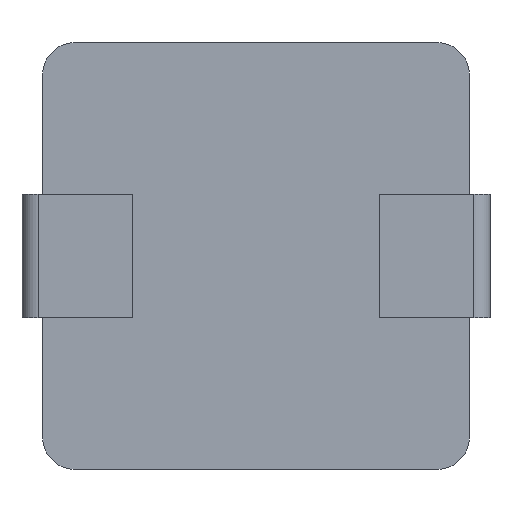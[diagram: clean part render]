
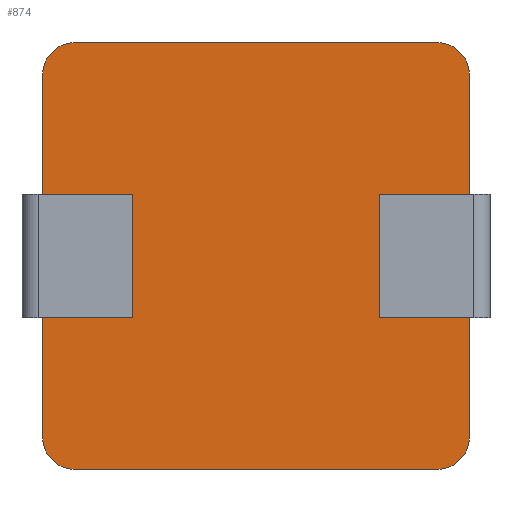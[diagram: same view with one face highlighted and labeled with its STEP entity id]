
A CAD part, front view. The second image highlights one B-rep face of the part: STEP entity #874.
In plain terms, the highlighted planar face has unit normal (0, -1, 0).
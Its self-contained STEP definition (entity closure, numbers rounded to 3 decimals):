
#2 = EDGE_CURVE ( 'NONE', #1145, #673, #965, .T. ) ;
#16 = ORIENTED_EDGE ( 'NONE', *, *, #1113, .T. ) ;
#35 = EDGE_CURVE ( 'NONE', #1267, #925, #1234, .T. ) ;
#53 = DIRECTION ( 'NONE',  ( 0., -1., 0. ) ) ;
#55 = CARTESIAN_POINT ( 'NONE',  ( -2.2, 0.25, -2.6 ) ) ;
#66 = LINE ( 'NONE', #1047, #728 ) ;
#69 = DIRECTION ( 'NONE',  ( 0., 0., -1. ) ) ;
#84 = VECTOR ( 'NONE', #191, 1000. ) ;
#88 = VECTOR ( 'NONE', #69, 1000. ) ;
#90 = EDGE_CURVE ( 'NONE', #315, #1391, #866, .T. ) ;
#100 = CARTESIAN_POINT ( 'NONE',  ( -2.2, 0.25, 2.6 ) ) ;
#105 = ORIENTED_EDGE ( 'NONE', *, *, #164, .T. ) ;
#125 = DIRECTION ( 'NONE',  ( 0., -1., 0. ) ) ;
#129 = CARTESIAN_POINT ( 'NONE',  ( -2.6, 0.25, 2.2 ) ) ;
#132 = CARTESIAN_POINT ( 'NONE',  ( -1.5, 0.25, -0.75 ) ) ;
#134 = VERTEX_POINT ( 'NONE', #253 ) ;
#137 = ORIENTED_EDGE ( 'NONE', *, *, #461, .F. ) ;
#164 = EDGE_CURVE ( 'NONE', #315, #1392, #268, .T. ) ;
#179 = CARTESIAN_POINT ( 'NONE',  ( 1.5, 0.25, -0.75 ) ) ;
#182 = ORIENTED_EDGE ( 'NONE', *, *, #583, .T. ) ;
#191 = DIRECTION ( 'NONE',  ( 1., 0., 0. ) ) ;
#204 = CARTESIAN_POINT ( 'NONE',  ( 2.2, 0.25, 2.2 ) ) ;
#207 = EDGE_CURVE ( 'NONE', #684, #1391, #625, .T. ) ;
#224 = VERTEX_POINT ( 'NONE', #132 ) ;
#231 = VERTEX_POINT ( 'NONE', #563 ) ;
#236 = VECTOR ( 'NONE', #1306, 1000. ) ;
#253 = CARTESIAN_POINT ( 'NONE',  ( 2.6, 0.25, 2.2 ) ) ;
#261 = CARTESIAN_POINT ( 'NONE',  ( -2.6, 0.25, 0.75 ) ) ;
#268 = LINE ( 'NONE', #585, #1053 ) ;
#281 = EDGE_LOOP ( 'NONE', ( #903, #16, #1022, #568, #182, #137, #699, #1367, #105, #1183, #972, #412, #530, #1129, #686, #1173 ) ) ;
#282 = DIRECTION ( 'NONE',  ( 0., -1., 0. ) ) ;
#289 = LINE ( 'NONE', #924, #1272 ) ;
#300 = EDGE_CURVE ( 'NONE', #134, #690, #541, .T. ) ;
#315 = VERTEX_POINT ( 'NONE', #521 ) ;
#322 = DIRECTION ( 'NONE',  ( 0., 0., -1. ) ) ;
#349 = AXIS2_PLACEMENT_3D ( 'NONE', #204, #1298, #322 ) ;
#350 = EDGE_CURVE ( 'NONE', #134, #1267, #1276, .T. ) ;
#370 = DIRECTION ( 'NONE',  ( -1., 0., 0. ) ) ;
#371 = AXIS2_PLACEMENT_3D ( 'NONE', #774, #125, #1095 ) ;
#376 = CARTESIAN_POINT ( 'NONE',  ( 1.5, 0.25, 0.75 ) ) ;
#399 = CARTESIAN_POINT ( 'NONE',  ( -2.2, 0.25, 2.2 ) ) ;
#412 = ORIENTED_EDGE ( 'NONE', *, *, #350, .F. ) ;
#447 = DIRECTION ( 'NONE',  ( 0., 0., 1. ) ) ;
#461 = EDGE_CURVE ( 'NONE', #684, #838, #1038, .T. ) ;
#484 = LINE ( 'NONE', #644, #236 ) ;
#491 = DIRECTION ( 'NONE',  ( 1., 0., 0. ) ) ;
#510 = CIRCLE ( 'NONE', #1328, 0.4 ) ;
#521 = CARTESIAN_POINT ( 'NONE',  ( 2.6, 0.25, -0.75 ) ) ;
#530 = ORIENTED_EDGE ( 'NONE', *, *, #300, .T. ) ;
#541 = CIRCLE ( 'NONE', #349, 0.4 ) ;
#563 = CARTESIAN_POINT ( 'NONE',  ( -2.6, 0.25, -2.2 ) ) ;
#568 = ORIENTED_EDGE ( 'NONE', *, *, #1349, .F. ) ;
#576 = VECTOR ( 'NONE', #613, 1000. ) ;
#583 = EDGE_CURVE ( 'NONE', #231, #838, #510, .T. ) ;
#585 = CARTESIAN_POINT ( 'NONE',  ( 2.6, 0.25, -0.75 ) ) ;
#599 = VERTEX_POINT ( 'NONE', #100 ) ;
#609 = CARTESIAN_POINT ( 'NONE',  ( 2.6, 0.25, -2.2 ) ) ;
#613 = DIRECTION ( 'NONE',  ( -1., 0., 0. ) ) ;
#623 = DIRECTION ( 'NONE',  ( 0., 0., 1. ) ) ;
#625 = CIRCLE ( 'NONE', #371, 0.4 ) ;
#644 = CARTESIAN_POINT ( 'NONE',  ( -2.6, 0.25, -0.75 ) ) ;
#673 = VERTEX_POINT ( 'NONE', #129 ) ;
#678 = EDGE_CURVE ( 'NONE', #1329, #224, #484, .T. ) ;
#684 = VERTEX_POINT ( 'NONE', #753 ) ;
#686 = ORIENTED_EDGE ( 'NONE', *, *, #1032, .T. ) ;
#690 = VERTEX_POINT ( 'NONE', #980 ) ;
#699 = ORIENTED_EDGE ( 'NONE', *, *, #207, .T. ) ;
#702 = DIRECTION ( 'NONE',  ( 0., 0., -1. ) ) ;
#705 = CARTESIAN_POINT ( 'NONE',  ( -1.5, 0.25, 0.75 ) ) ;
#706 = DIRECTION ( 'NONE',  ( 0., 0., -1. ) ) ;
#713 = PLANE ( 'NONE',  #1036 ) ;
#728 = VECTOR ( 'NONE', #623, 1000. ) ;
#748 = CIRCLE ( 'NONE', #1387, 0.4 ) ;
#750 = CARTESIAN_POINT ( 'NONE',  ( -2.2, 0.25, -2.2 ) ) ;
#753 = CARTESIAN_POINT ( 'NONE',  ( 2.2, 0.25, -2.6 ) ) ;
#757 = CARTESIAN_POINT ( 'NONE',  ( 1.5, 0.25, 0.75 ) ) ;
#768 = CARTESIAN_POINT ( 'NONE',  ( -2.6, 0.25, 2.6 ) ) ;
#774 = CARTESIAN_POINT ( 'NONE',  ( 2.2, 0.25, -2.2 ) ) ;
#781 = VECTOR ( 'NONE', #702, 1000. ) ;
#794 = VECTOR ( 'NONE', #447, 1000. ) ;
#816 = LINE ( 'NONE', #705, #1351 ) ;
#831 = CARTESIAN_POINT ( 'NONE',  ( -1.5, 0.25, 0.75 ) ) ;
#838 = VERTEX_POINT ( 'NONE', #55 ) ;
#859 = CARTESIAN_POINT ( 'NONE',  ( 2.6, 0.25, 2.6 ) ) ;
#863 = DIRECTION ( 'NONE',  ( -1., 0., 0. ) ) ;
#866 = LINE ( 'NONE', #1050, #88 ) ;
#874 = ADVANCED_FACE ( 'NONE', ( #1186 ), #713, .T. ) ;
#903 = ORIENTED_EDGE ( 'NONE', *, *, #1376, .T. ) ;
#924 = CARTESIAN_POINT ( 'NONE',  ( -2.6, 0.25, 0.75 ) ) ;
#925 = VERTEX_POINT ( 'NONE', #757 ) ;
#926 = CARTESIAN_POINT ( 'NONE',  ( 0., 0.25, 0. ) ) ;
#943 = CARTESIAN_POINT ( 'NONE',  ( -2.6, 0.25, -0.75 ) ) ;
#965 = LINE ( 'NONE', #768, #794 ) ;
#972 = ORIENTED_EDGE ( 'NONE', *, *, #35, .F. ) ;
#980 = CARTESIAN_POINT ( 'NONE',  ( 2.2, 0.25, 2.6 ) ) ;
#988 = VECTOR ( 'NONE', #1068, 1000. ) ;
#1022 = ORIENTED_EDGE ( 'NONE', *, *, #678, .F. ) ;
#1032 = EDGE_CURVE ( 'NONE', #599, #673, #748, .T. ) ;
#1036 = AXIS2_PLACEMENT_3D ( 'NONE', #926, #282, #1037 ) ;
#1037 = DIRECTION ( 'NONE',  ( 0., 0., -1. ) ) ;
#1038 = LINE ( 'NONE', #1077, #1138 ) ;
#1039 = CARTESIAN_POINT ( 'NONE',  ( 2.6, 0.25, 0.75 ) ) ;
#1047 = CARTESIAN_POINT ( 'NONE',  ( -2.6, 0.25, 2.6 ) ) ;
#1050 = CARTESIAN_POINT ( 'NONE',  ( 2.6, 0.25, 2.6 ) ) ;
#1053 = VECTOR ( 'NONE', #370, 1000. ) ;
#1068 = DIRECTION ( 'NONE',  ( 0., 0., -1. ) ) ;
#1076 = EDGE_CURVE ( 'NONE', #925, #1392, #1240, .T. ) ;
#1077 = CARTESIAN_POINT ( 'NONE',  ( -2.6, 0.25, -2.6 ) ) ;
#1080 = DIRECTION ( 'NONE',  ( 0., -1., 0. ) ) ;
#1095 = DIRECTION ( 'NONE',  ( 0., 0., -1. ) ) ;
#1113 = EDGE_CURVE ( 'NONE', #1261, #224, #816, .T. ) ;
#1114 = LINE ( 'NONE', #1366, #84 ) ;
#1129 = ORIENTED_EDGE ( 'NONE', *, *, #1269, .F. ) ;
#1132 = DIRECTION ( 'NONE',  ( 0., 0., -1. ) ) ;
#1138 = VECTOR ( 'NONE', #863, 1000. ) ;
#1145 = VERTEX_POINT ( 'NONE', #261 ) ;
#1173 = ORIENTED_EDGE ( 'NONE', *, *, #2, .F. ) ;
#1183 = ORIENTED_EDGE ( 'NONE', *, *, #1076, .F. ) ;
#1184 = DIRECTION ( 'NONE',  ( 0., 0., -1. ) ) ;
#1186 = FACE_OUTER_BOUND ( 'NONE', #281, .T. ) ;
#1234 = LINE ( 'NONE', #1039, #576 ) ;
#1240 = LINE ( 'NONE', #376, #781 ) ;
#1261 = VERTEX_POINT ( 'NONE', #831 ) ;
#1267 = VERTEX_POINT ( 'NONE', #1358 ) ;
#1269 = EDGE_CURVE ( 'NONE', #599, #690, #1114, .T. ) ;
#1272 = VECTOR ( 'NONE', #491, 1000. ) ;
#1276 = LINE ( 'NONE', #859, #988 ) ;
#1298 = DIRECTION ( 'NONE',  ( 0., -1., 0. ) ) ;
#1306 = DIRECTION ( 'NONE',  ( 1., 0., 0. ) ) ;
#1328 = AXIS2_PLACEMENT_3D ( 'NONE', #750, #1080, #1184 ) ;
#1329 = VERTEX_POINT ( 'NONE', #943 ) ;
#1349 = EDGE_CURVE ( 'NONE', #231, #1329, #66, .T. ) ;
#1351 = VECTOR ( 'NONE', #1132, 1000. ) ;
#1358 = CARTESIAN_POINT ( 'NONE',  ( 2.6, 0.25, 0.75 ) ) ;
#1366 = CARTESIAN_POINT ( 'NONE',  ( -2.6, 0.25, 2.6 ) ) ;
#1367 = ORIENTED_EDGE ( 'NONE', *, *, #90, .F. ) ;
#1376 = EDGE_CURVE ( 'NONE', #1145, #1261, #289, .T. ) ;
#1387 = AXIS2_PLACEMENT_3D ( 'NONE', #399, #53, #706 ) ;
#1391 = VERTEX_POINT ( 'NONE', #609 ) ;
#1392 = VERTEX_POINT ( 'NONE', #179 ) ;
